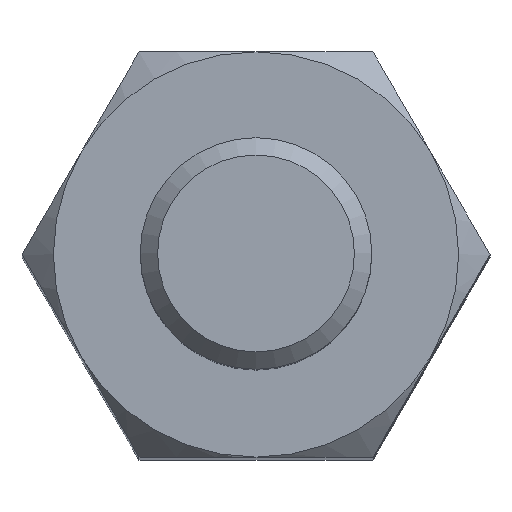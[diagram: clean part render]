
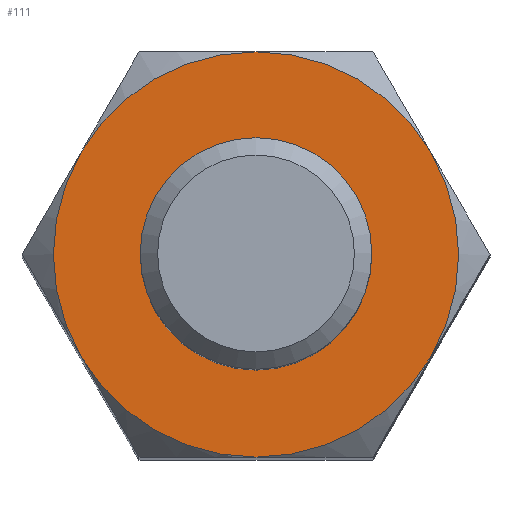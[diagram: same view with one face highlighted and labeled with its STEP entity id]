
A CAD part, top view. The second image highlights one B-rep face of the part: STEP entity #111.
In plain terms, the highlighted planar face has unit normal (0, 0, 1).
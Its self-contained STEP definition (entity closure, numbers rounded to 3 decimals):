
#111 = ADVANCED_FACE( '', ( #228, #229 ), #230, .T. );
#228 = FACE_BOUND( '', #340, .T. );
#229 = FACE_OUTER_BOUND( '', #341, .T. );
#230 = PLANE( '', #342 );
#340 = EDGE_LOOP( '', ( #556 ) );
#341 = EDGE_LOOP( '', ( #557, #558, #559, #560, #561, #562 ) );
#342 = AXIS2_PLACEMENT_3D( '', #563, #564, #565 );
#556 = ORIENTED_EDGE( '', *, *, #664, .T. );
#557 = ORIENTED_EDGE( '', *, *, #588, .F. );
#558 = ORIENTED_EDGE( '', *, *, #635, .F. );
#559 = ORIENTED_EDGE( '', *, *, #604, .F. );
#560 = ORIENTED_EDGE( '', *, *, #627, .T. );
#561 = ORIENTED_EDGE( '', *, *, #639, .F. );
#562 = ORIENTED_EDGE( '', *, *, #658, .F. );
#563 = CARTESIAN_POINT( '', ( 0., 0., 0. ) );
#564 = DIRECTION( '', ( 0., 0., 1. ) );
#565 = DIRECTION( '', ( 1., 0., 0. ) );
#588 = EDGE_CURVE( '', #676, #673, #678, .F. );
#604 = EDGE_CURVE( '', #704, #706, #707, .F. );
#627 = EDGE_CURVE( '', #704, #737, #739, .T. );
#635 = EDGE_CURVE( '', #706, #676, #748, .F. );
#639 = EDGE_CURVE( '', #752, #737, #754, .F. );
#658 = EDGE_CURVE( '', #673, #752, #776, .F. );
#664 = EDGE_CURVE( '', #782, #782, #783, .F. );
#673 = VERTEX_POINT( '', #792 );
#676 = VERTEX_POINT( '', #802 );
#678 = CIRCLE( '', #811, 3.5 );
#704 = VERTEX_POINT( '', #837 );
#706 = VERTEX_POINT( '', #846 );
#707 = CIRCLE( '', #847, 3.5 );
#737 = VERTEX_POINT( '', #960 );
#739 = CIRCLE( '', #969, 3.5 );
#748 = CIRCLE( '', #983, 3.5 );
#752 = VERTEX_POINT( '', #992 );
#754 = CIRCLE( '', #1001, 3.5 );
#776 = CIRCLE( '', #1053, 3.5 );
#782 = VERTEX_POINT( '', #1059 );
#783 = CIRCLE( '', #1060, 1.85 );
#792 = CARTESIAN_POINT( '', ( 0., -3.5, 0. ) );
#802 = CARTESIAN_POINT( '', ( 3.031, -1.75, 0. ) );
#811 = AXIS2_PLACEMENT_3D( '', #1069, #1070, #1071 );
#837 = CARTESIAN_POINT( '', ( 0., 3.5, 0. ) );
#846 = CARTESIAN_POINT( '', ( 3.031, 1.75, 0. ) );
#847 = AXIS2_PLACEMENT_3D( '', #1102, #1103, #1104 );
#960 = CARTESIAN_POINT( '', ( -3.031, 1.75, 0. ) );
#969 = AXIS2_PLACEMENT_3D( '', #1107, #1108, #1109 );
#983 = AXIS2_PLACEMENT_3D( '', #1116, #1117, #1118 );
#992 = CARTESIAN_POINT( '', ( -3.031, -1.75, 0. ) );
#1001 = AXIS2_PLACEMENT_3D( '', #1119, #1120, #1121 );
#1053 = AXIS2_PLACEMENT_3D( '', #1132, #1133, #1134 );
#1059 = CARTESIAN_POINT( '', ( 1.85, 0., 0. ) );
#1060 = AXIS2_PLACEMENT_3D( '', #1135, #1136, #1137 );
#1069 = CARTESIAN_POINT( '', ( 0., 0., 0. ) );
#1070 = DIRECTION( '', ( 0., 0., 1. ) );
#1071 = DIRECTION( '', ( 1., 0., 0. ) );
#1102 = CARTESIAN_POINT( '', ( 0., 0., 0. ) );
#1103 = DIRECTION( '', ( 0., 0., 1. ) );
#1104 = DIRECTION( '', ( 1., 0., 0. ) );
#1107 = CARTESIAN_POINT( '', ( 0., 0., 0. ) );
#1108 = DIRECTION( '', ( 0., 0., 1. ) );
#1109 = DIRECTION( '', ( 1., 0., 0. ) );
#1116 = CARTESIAN_POINT( '', ( 0., 0., 0. ) );
#1117 = DIRECTION( '', ( 0., 0., 1. ) );
#1118 = DIRECTION( '', ( 1., 0., 0. ) );
#1119 = CARTESIAN_POINT( '', ( 0., 0., 0. ) );
#1120 = DIRECTION( '', ( 0., 0., 1. ) );
#1121 = DIRECTION( '', ( 1., 0., 0. ) );
#1132 = CARTESIAN_POINT( '', ( 0., 0., 0. ) );
#1133 = DIRECTION( '', ( 0., 0., 1. ) );
#1134 = DIRECTION( '', ( 1., 0., 0. ) );
#1135 = CARTESIAN_POINT( '', ( 0., 0., 0. ) );
#1136 = DIRECTION( '', ( 0., 0., 1. ) );
#1137 = DIRECTION( '', ( 1., 0., 0. ) );
